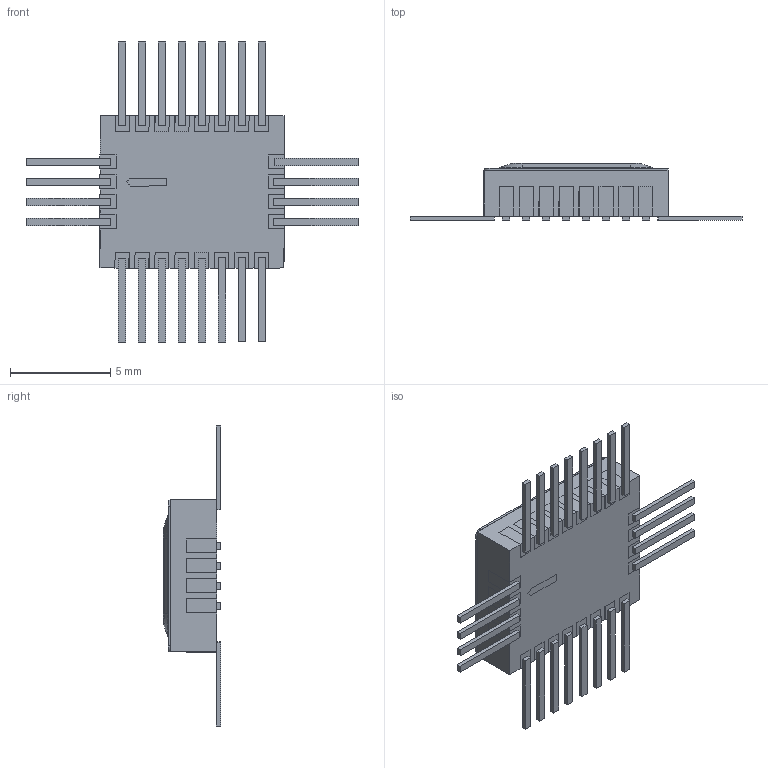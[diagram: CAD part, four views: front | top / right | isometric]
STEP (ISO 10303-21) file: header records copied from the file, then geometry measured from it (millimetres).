
FILE_DESCRIPTION (( 'STEP AP214' ), '1' );
FILE_NAME ('ﾍ06.24-1ﾂ, 2ﾂ.STEP', '2018-04-28T11:04:03', ( 'Admin' ), ( '' ), 'SwSTEP 2.0', 'SolidWorks 2015', '' );
FILE_SCHEMA (( 'AUTOMOTIVE_DESIGN' ));
Length unit declared in the file: millimetre
Products named in the file (7): 扰黓蠉錭; ﾍ06.24-1ﾂ, 2ﾂ ﾎ魵瑙韃; ﾍ06.24-1ﾂ, 2ﾂ; Í06.24-1Â, 2Â Êðûøêà
Assembly tree (3 placements, depth 2):
  扰黓蠉錭
  ﾍ06.24-1ﾂ, 2ﾂ ﾎ魵瑙韃
  ﾍ06.24-1ﾂ, 2ﾂ
    ﾍ06.24-1ﾂ, 2ﾂ ﾎ魵瑙韃
    扰黓蠉錭
    Í06.24-1Â, 2Â Êðûøêà
  Í06.24-1Â, 2Â Êðûøêà
Bounding box: 16.6 x 2.85 x 15 mm (x, y, z)
Volume: 138.9 mm3; surface area: 527 mm2
Topology: 3 solids, 3 shells, 668 faces, 1831 edges, 1210 vertices
Faces by surface type: plane 612, cylinder 32, torus 16, cone 8
Entity records: 27031 total; most frequent: CARTESIAN_POINT 3716, ORIENTED_EDGE 3662, DIRECTION 3281, EDGE_CURVE 1831, VECTOR 1731, LINE 1731, VERTEX_POINT 1210, AXIS2_PLACEMENT_3D 775
